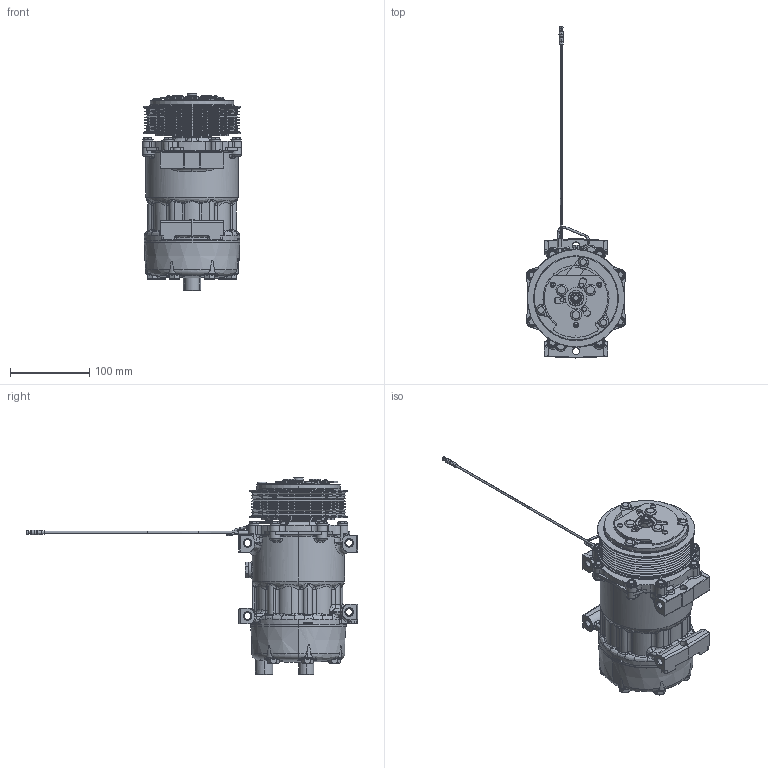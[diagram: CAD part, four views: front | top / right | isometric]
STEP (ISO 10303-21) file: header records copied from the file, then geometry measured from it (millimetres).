
FILE_DESCRIPTION (( 'STEP AP203' ), '1' );
FILE_NAME ('SANDEN_4666_REV_C_COMPR_AC.STEP', '2009-07-29T14:05:13', ( '' ), ( '' ), 'SwSTEP 2.0', 'SolidWorks 2007', '' );
FILE_SCHEMA (( 'CONFIG_CONTROL_DESIGN' ));
Products named in the file (1): SANDEN_4666_REV_C_COMPR_AC
Bounding box: 125 x 417.9 x 249.29 mm (x, y, z)
Volume: 2357477.9 mm3; surface area: 260297.9 mm2
Topology: 1 solids, 5 shells, 2149 faces, 5416 edges, 3300 vertices
Faces by surface type: cylinder 641, bspline 616, plane 536, cone 259, torus 85, sphere 12
Entity records: 132381 total; most frequent: CARTESIAN_POINT 85941, ORIENTED_EDGE 10754, DIRECTION 8457, EDGE_CURVE 5377, AXIS2_PLACEMENT_3D 3457, VERTEX_POINT 3300, EDGE_LOOP 2291, ADVANCED_FACE 2149
